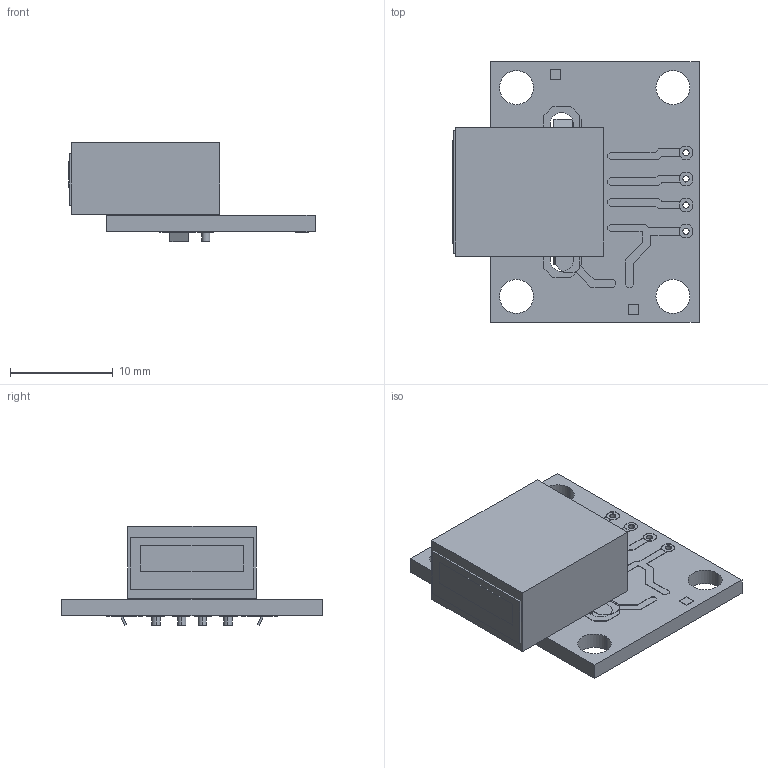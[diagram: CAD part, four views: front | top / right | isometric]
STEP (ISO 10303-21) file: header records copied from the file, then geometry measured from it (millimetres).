
FILE_DESCRIPTION (( 'STEP AP214' ), '1' );
FILE_NAME ('USB_Type_A_Female_Breakout', '', ( '' ), ( '' ), 'STEP 3.0', 'TARGET 3001!', '' );
FILE_SCHEMA (( 'AUTOMOTIVE_DESIGN' ));
Length unit declared in the file: millimetre
Products named in the file (8): Board; PadsAndTracks_D+; PadsAndTracks_D-; PadsAndTracks_VCC; PadsAndTracks_GND; PadsAndTracks_Sig$1; PadsAndTracks_free; JP1
Bounding box: 23.96 x 25.4 x 9.64 mm (x, y, z)
Volume: 2229.2 mm3; surface area: 2599.8 mm2
Topology: 39 solids, 39 shells, 426 faces, 1044 edges, 696 vertices
Faces by surface type: plane 350, cylinder 76
Entity records: 10309 total; most frequent: ORIENTED_EDGE 2088, DIRECTION 1312, EDGE_CURVE 1044, LINE 892, VECTOR 854, CARTESIAN_POINT 773, VERTEX_POINT 696, EDGE_LOOP 494
